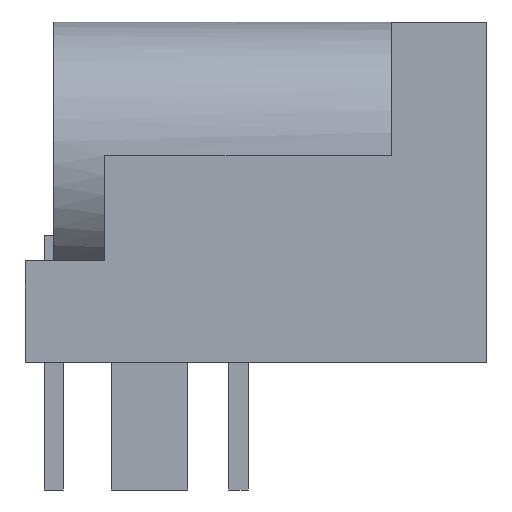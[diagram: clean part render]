
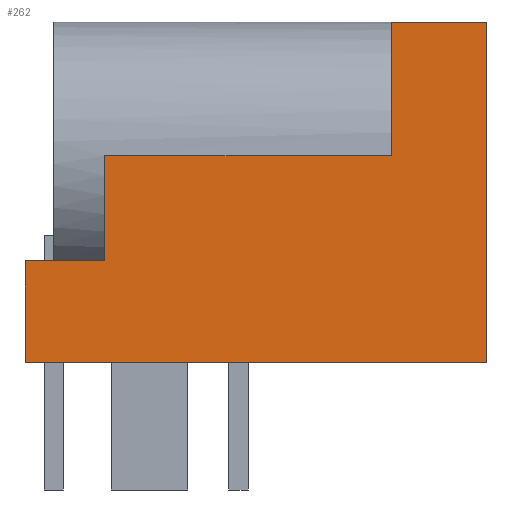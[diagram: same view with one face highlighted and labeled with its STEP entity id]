
A CAD part, left-side view. The second image highlights one B-rep face of the part: STEP entity #262.
In plain terms, the highlighted planar face has unit normal (-1, 0, 0).
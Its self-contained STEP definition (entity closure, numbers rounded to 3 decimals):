
#109 = VERTEX_POINT('',#110);
#110 = CARTESIAN_POINT('',(-4.5,-13.6,0.));
#127 = VERTEX_POINT('',#128);
#128 = CARTESIAN_POINT('',(-4.5,-13.6,10.7));
#134 = EDGE_CURVE('',#109,#127,#135,.T.);
#135 = LINE('',#136,#137);
#136 = CARTESIAN_POINT('',(-4.5,-13.6,0.));
#137 = VECTOR('',#138,1.);
#138 = DIRECTION('',(0.,0.,1.));
#151 = EDGE_CURVE('',#109,#152,#154,.T.);
#152 = VERTEX_POINT('',#153);
#153 = CARTESIAN_POINT('',(-4.5,0.9,0.));
#154 = LINE('',#155,#156);
#155 = CARTESIAN_POINT('',(-4.5,-13.6,0.));
#156 = VECTOR('',#157,1.);
#157 = DIRECTION('',(0.,1.,0.));
#262 = ADVANCED_FACE('',(#263),#313,.T.);
#263 = FACE_BOUND('',#264,.T.);
#264 = EDGE_LOOP('',(#265,#266,#274,#282,#290,#298,#306,#312));
#265 = ORIENTED_EDGE('',*,*,#134,.T.);
#266 = ORIENTED_EDGE('',*,*,#267,.T.);
#267 = EDGE_CURVE('',#127,#268,#270,.T.);
#268 = VERTEX_POINT('',#269);
#269 = CARTESIAN_POINT('',(-4.5,-10.6,10.7));
#270 = LINE('',#271,#272);
#271 = CARTESIAN_POINT('',(-4.5,-13.6,10.7));
#272 = VECTOR('',#273,1.);
#273 = DIRECTION('',(0.,1.,0.));
#274 = ORIENTED_EDGE('',*,*,#275,.F.);
#275 = EDGE_CURVE('',#276,#268,#278,.T.);
#276 = VERTEX_POINT('',#277);
#277 = CARTESIAN_POINT('',(-4.5,-10.6,6.5));
#278 = LINE('',#279,#280);
#279 = CARTESIAN_POINT('',(-4.5,-10.6,0.));
#280 = VECTOR('',#281,1.);
#281 = DIRECTION('',(0.,0.,1.));
#282 = ORIENTED_EDGE('',*,*,#283,.T.);
#283 = EDGE_CURVE('',#276,#284,#286,.T.);
#284 = VERTEX_POINT('',#285);
#285 = CARTESIAN_POINT('',(-4.5,-1.6,6.5));
#286 = LINE('',#287,#288);
#287 = CARTESIAN_POINT('',(-4.5,-13.6,6.5));
#288 = VECTOR('',#289,1.);
#289 = DIRECTION('',(0.,1.,0.));
#290 = ORIENTED_EDGE('',*,*,#291,.F.);
#291 = EDGE_CURVE('',#292,#284,#294,.T.);
#292 = VERTEX_POINT('',#293);
#293 = CARTESIAN_POINT('',(-4.5,-1.6,3.2));
#294 = LINE('',#295,#296);
#295 = CARTESIAN_POINT('',(-4.5,-1.6,0.));
#296 = VECTOR('',#297,1.);
#297 = DIRECTION('',(0.,0.,1.));
#298 = ORIENTED_EDGE('',*,*,#299,.T.);
#299 = EDGE_CURVE('',#292,#300,#302,.T.);
#300 = VERTEX_POINT('',#301);
#301 = CARTESIAN_POINT('',(-4.5,0.9,3.2));
#302 = LINE('',#303,#304);
#303 = CARTESIAN_POINT('',(-4.5,-13.6,3.2));
#304 = VECTOR('',#305,1.);
#305 = DIRECTION('',(0.,1.,0.));
#306 = ORIENTED_EDGE('',*,*,#307,.F.);
#307 = EDGE_CURVE('',#152,#300,#308,.T.);
#308 = LINE('',#309,#310);
#309 = CARTESIAN_POINT('',(-4.5,0.9,0.));
#310 = VECTOR('',#311,1.);
#311 = DIRECTION('',(0.,0.,1.));
#312 = ORIENTED_EDGE('',*,*,#151,.F.);
#313 = PLANE('',#314);
#314 = AXIS2_PLACEMENT_3D('',#315,#316,#317);
#315 = CARTESIAN_POINT('',(-4.5,-7.472,4.228));
#316 = DIRECTION('',(-1.,-0.,-0.));
#317 = DIRECTION('',(0.,0.,-1.));
